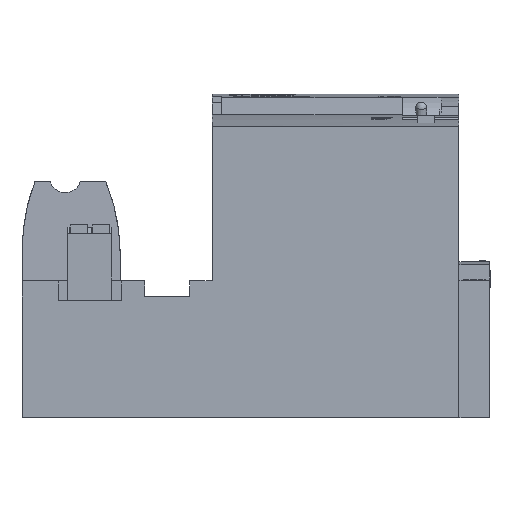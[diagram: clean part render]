
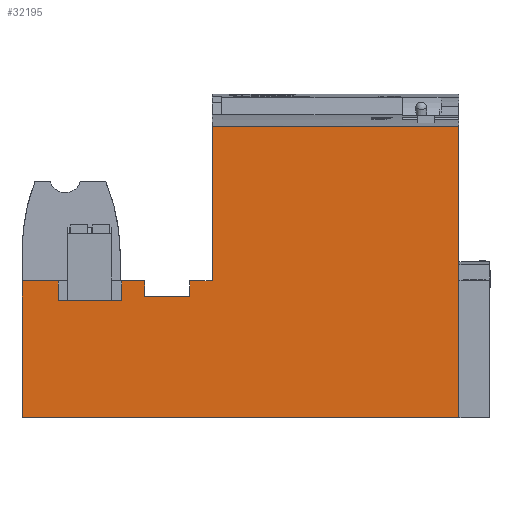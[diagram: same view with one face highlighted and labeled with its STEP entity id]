
A CAD part, front view. The second image highlights one B-rep face of the part: STEP entity #32195.
In plain terms, the highlighted planar face has unit normal (0, -1, 0).
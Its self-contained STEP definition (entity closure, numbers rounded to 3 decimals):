
#32195=ADVANCED_FACE('',(#39492),#36261,.T.);
#36261=PLANE('',#101547);
#39492=FACE_OUTER_BOUND('',#43400,.T.);
#43400=EDGE_LOOP('',(#48548,#48549,#48550,#48551,#48552,#48553,#48554,#48555,
#48556,#48557,#48558,#48559,#48560,#48561));
#48548=ORIENTED_EDGE('',*,*,#76015,.F.);
#48549=ORIENTED_EDGE('',*,*,#76016,.T.);
#48550=ORIENTED_EDGE('',*,*,#76017,.F.);
#48551=ORIENTED_EDGE('',*,*,#76018,.T.);
#48552=ORIENTED_EDGE('',*,*,#76019,.F.);
#48553=ORIENTED_EDGE('',*,*,#76020,.F.);
#48554=ORIENTED_EDGE('',*,*,#76021,.F.);
#48555=ORIENTED_EDGE('',*,*,#76022,.T.);
#48556=ORIENTED_EDGE('',*,*,#76023,.F.);
#48557=ORIENTED_EDGE('',*,*,#76024,.T.);
#48558=ORIENTED_EDGE('',*,*,#76025,.T.);
#48559=ORIENTED_EDGE('',*,*,#75981,.F.);
#48560=ORIENTED_EDGE('',*,*,#76026,.F.);
#48561=ORIENTED_EDGE('',*,*,#76027,.T.);
#69018=VERTEX_POINT('',#124669);
#69019=VERTEX_POINT('',#124671);
#69045=VERTEX_POINT('',#124741);
#69046=VERTEX_POINT('',#124742);
#69047=VERTEX_POINT('',#124744);
#69048=VERTEX_POINT('',#124746);
#69049=VERTEX_POINT('',#124748);
#69050=VERTEX_POINT('',#124750);
#69051=VERTEX_POINT('',#124752);
#69052=VERTEX_POINT('',#124754);
#69053=VERTEX_POINT('',#124756);
#69054=VERTEX_POINT('',#124758);
#69055=VERTEX_POINT('',#124760);
#69056=VERTEX_POINT('',#124763);
#75981=EDGE_CURVE('',#69018,#69019,#86248,.T.);
#76015=EDGE_CURVE('',#69045,#69046,#86277,.T.);
#76016=EDGE_CURVE('',#69045,#69047,#86278,.T.);
#76017=EDGE_CURVE('',#69048,#69047,#86279,.T.);
#76018=EDGE_CURVE('',#69048,#69049,#86280,.T.);
#76019=EDGE_CURVE('',#69050,#69049,#86281,.T.);
#76020=EDGE_CURVE('',#69051,#69050,#86282,.T.);
#76021=EDGE_CURVE('',#69052,#69051,#86283,.T.);
#76022=EDGE_CURVE('',#69052,#69053,#86284,.T.);
#76023=EDGE_CURVE('',#69054,#69053,#86285,.T.);
#76024=EDGE_CURVE('',#69054,#69055,#86286,.T.);
#76025=EDGE_CURVE('',#69055,#69019,#86287,.T.);
#76026=EDGE_CURVE('',#69056,#69018,#86288,.T.);
#76027=EDGE_CURVE('',#69056,#69046,#86289,.T.);
#86248=LINE('',#124670,#93845);
#86277=LINE('',#124740,#93874);
#86278=LINE('',#124743,#93875);
#86279=LINE('',#124745,#93876);
#86280=LINE('',#124747,#93877);
#86281=LINE('',#124749,#93878);
#86282=LINE('',#124751,#93879);
#86283=LINE('',#124753,#93880);
#86284=LINE('',#124755,#93881);
#86285=LINE('',#124757,#93882);
#86286=LINE('',#124759,#93883);
#86287=LINE('',#124761,#93884);
#86288=LINE('',#124762,#93885);
#86289=LINE('',#124764,#93886);
#93845=VECTOR('',#106708,1.);
#93874=VECTOR('',#106759,1.);
#93875=VECTOR('',#106760,1.);
#93876=VECTOR('',#106761,1.);
#93877=VECTOR('',#106762,1.);
#93878=VECTOR('',#106763,1.);
#93879=VECTOR('',#106764,1.);
#93880=VECTOR('',#106765,1.);
#93881=VECTOR('',#106766,1.);
#93882=VECTOR('',#106767,1.);
#93883=VECTOR('',#106768,1.);
#93884=VECTOR('',#106769,1.);
#93885=VECTOR('',#106770,1.);
#93886=VECTOR('',#106771,1.);
#101547=AXIS2_PLACEMENT_3D('',#124765,#106772,#106773);
#106708=DIRECTION('',(0.,0.,-1.));
#106759=DIRECTION('',(1.,0.,0.));
#106760=DIRECTION('',(0.,0.,-1.));
#106761=DIRECTION('',(1.,0.,0.));
#106762=DIRECTION('',(0.,0.,1.));
#106763=DIRECTION('',(1.,0.,0.));
#106764=DIRECTION('',(0.,0.,1.));
#106765=DIRECTION('',(1.,0.,0.));
#106766=DIRECTION('',(0.,0.,1.));
#106767=DIRECTION('',(1.,0.,0.));
#106768=DIRECTION('',(0.,0.,-1.));
#106769=DIRECTION('',(1.,0.,0.));
#106770=DIRECTION('',(1.,0.,0.));
#106771=DIRECTION('',(0.,0.,-1.));
#106772=DIRECTION('',(0.,-1.,0.));
#106773=DIRECTION('',(0.,0.,-1.));
#124669=CARTESIAN_POINT('',(0.,-76.6,59.596));
#124670=CARTESIAN_POINT('',(0.,-76.6,12.2));
#124671=CARTESIAN_POINT('',(0.,-76.6,-7.));
#124740=CARTESIAN_POINT('',(-81.,-76.6,24.3));
#124741=CARTESIAN_POINT('',(-61.6,-76.6,24.3));
#124742=CARTESIAN_POINT('',(-56.499,-76.6,24.3));
#124743=CARTESIAN_POINT('',(-61.6,-76.6,12.2));
#124744=CARTESIAN_POINT('',(-61.6,-76.6,20.8));
#124745=CARTESIAN_POINT('',(-100.,-76.6,20.8));
#124746=CARTESIAN_POINT('',(-71.9,-76.6,20.8));
#124747=CARTESIAN_POINT('',(-71.9,-76.6,12.2));
#124748=CARTESIAN_POINT('',(-71.9,-76.6,24.3));
#124749=CARTESIAN_POINT('',(-81.,-76.6,24.3));
#124750=CARTESIAN_POINT('',(-77.2,-76.6,24.3));
#124751=CARTESIAN_POINT('',(-77.2,-76.6,19.8));
#124752=CARTESIAN_POINT('',(-77.2,-76.6,19.8));
#124753=CARTESIAN_POINT('',(-91.75,-76.6,19.8));
#124754=CARTESIAN_POINT('',(-91.75,-76.6,19.8));
#124755=CARTESIAN_POINT('',(-91.75,-76.6,19.8));
#124756=CARTESIAN_POINT('',(-91.75,-76.6,24.3));
#124757=CARTESIAN_POINT('',(-81.,-76.6,24.3));
#124758=CARTESIAN_POINT('',(-100.,-76.6,24.3));
#124759=CARTESIAN_POINT('',(-100.,-76.6,12.2));
#124760=CARTESIAN_POINT('',(-100.,-76.6,-7.));
#124761=CARTESIAN_POINT('',(-100.,-76.6,-7.));
#124762=CARTESIAN_POINT('',(-56.499,-76.6,59.596));
#124763=CARTESIAN_POINT('',(-56.499,-76.6,59.596));
#124764=CARTESIAN_POINT('',(-56.499,-76.6,59.596));
#124765=CARTESIAN_POINT('',(-100.,-76.6,12.2));
